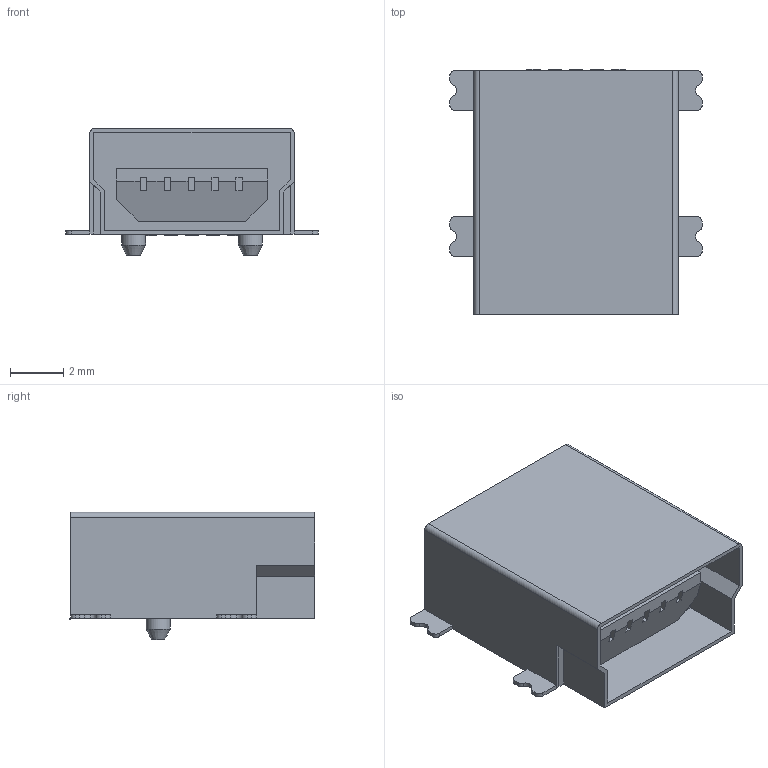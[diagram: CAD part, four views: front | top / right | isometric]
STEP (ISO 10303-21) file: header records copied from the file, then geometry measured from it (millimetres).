
FILE_DESCRIPTION(('FreeCAD Model'),'2;1');
FILE_NAME('Sunrom 4293 Mini USB Female.step','2020-12-16T14:10:48',('kicad StepUp'),('ksu MCAD'), 'Open CASCADE STEP processor 7.3','FreeCAD','Unknown');
FILE_SCHEMA(('AUTOMOTIVE_DESIGN { 1 0 10303 214 1 1 1 1 }'));
Length unit declared in the file: millimetre
Products named in the file (1): Sunrom_4293_Mini_USB_Female
Bounding box: 9.5 x 9.26 x 4.8 mm (x, y, z)
Volume: 213.9 mm3; surface area: 366.8 mm2
Topology: 6 solids, 6 shells, 155 faces, 407 edges, 268 vertices
Faces by surface type: plane 127, cylinder 26, cone 2
Full cylindrical faces by diameter (mm): 0.9 x2
Entity records: 10988 total; most frequent: CARTESIAN_POINT 1933, DIRECTION 1399, LINE 947, VECTOR 947, ORIENTED_EDGE 814, PCURVE 814, DEFINITIONAL_REPRESENTATION 814, EDGE_CURVE 407
